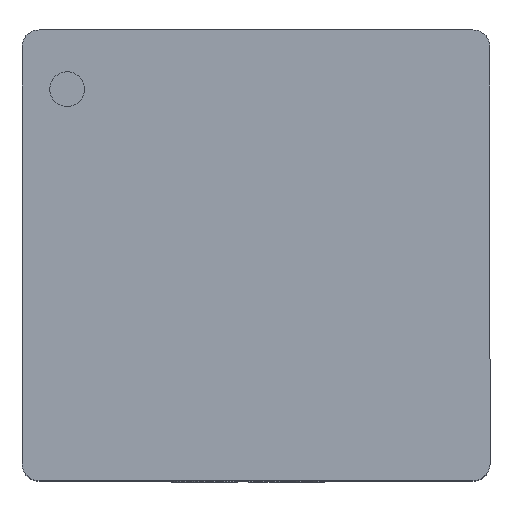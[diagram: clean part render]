
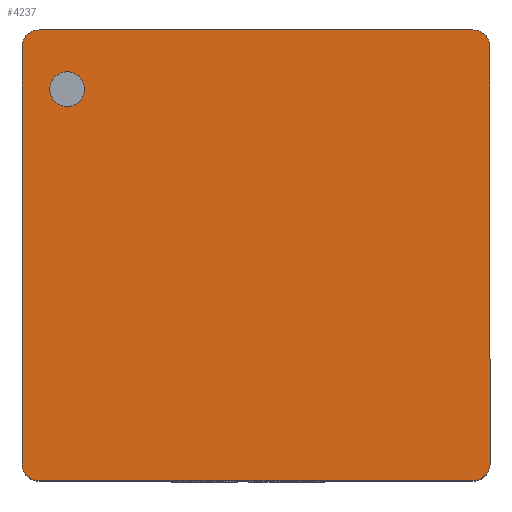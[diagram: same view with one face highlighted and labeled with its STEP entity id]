
A CAD part, top view. The second image highlights one B-rep face of the part: STEP entity #4237.
In plain terms, the highlighted planar face has unit normal (0, 0, 1).
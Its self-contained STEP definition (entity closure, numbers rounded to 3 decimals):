
#91 = DIRECTION ( 'NONE',  ( 1., 0., 0. ) ) ;
#393 = EDGE_LOOP ( 'NONE', ( #6407, #2085 ) ) ;
#450 = CIRCLE ( 'NONE', #10998, 0.204 ) ;
#577 = VERTEX_POINT ( 'NONE', #2486 ) ;
#843 = VERTEX_POINT ( 'NONE', #1345 ) ;
#1101 = PLANE ( 'NONE',  #5751 ) ;
#1173 = CARTESIAN_POINT ( 'NONE',  ( 0., 0., 2.8 ) ) ;
#1177 = ORIENTED_EDGE ( 'NONE', *, *, #7731, .T. ) ;
#1182 = CARTESIAN_POINT ( 'NONE',  ( -2.22, 1.953, 2.8 ) ) ;
#1189 = DIRECTION ( 'NONE',  ( 1., 0., 0. ) ) ;
#1218 = DIRECTION ( 'NONE',  ( 1., 0., 0. ) ) ;
#1338 = CARTESIAN_POINT ( 'NONE',  ( -2.424, 1.953, 2.8 ) ) ;
#1345 = CARTESIAN_POINT ( 'NONE',  ( -2.55, -2.65, 2.8 ) ) ;
#1374 = DIRECTION ( 'NONE',  ( 1., 0., 0. ) ) ;
#2054 = DIRECTION ( 'NONE',  ( 1., 0., 0. ) ) ;
#2085 = ORIENTED_EDGE ( 'NONE', *, *, #2657, .F. ) ;
#2088 = VERTEX_POINT ( 'NONE', #8278 ) ;
#2147 = EDGE_CURVE ( 'NONE', #2991, #6189, #3745, .T. ) ;
#2326 = CIRCLE ( 'NONE', #4892, 0.2 ) ;
#2445 = EDGE_CURVE ( 'NONE', #6189, #843, #7806, .T. ) ;
#2486 = CARTESIAN_POINT ( 'NONE',  ( 2.55, -2.65, 2.8 ) ) ;
#2606 = ORIENTED_EDGE ( 'NONE', *, *, #6606, .T. ) ;
#2657 = EDGE_CURVE ( 'NONE', #11051, #10746, #450, .T. ) ;
#2754 = VECTOR ( 'NONE', #1189, 1000. ) ;
#2991 = VERTEX_POINT ( 'NONE', #6493 ) ;
#3227 = FACE_BOUND ( 'NONE', #393, .T. ) ;
#3734 = DIRECTION ( 'NONE',  ( 0., 0., 1. ) ) ;
#3745 = LINE ( 'NONE', #4671, #5858 ) ;
#4183 = LINE ( 'NONE', #4944, #7102 ) ;
#4237 = ADVANCED_FACE ( 'NONE', ( #3227, #6833 ), #1101, .T. ) ;
#4500 = AXIS2_PLACEMENT_3D ( 'NONE', #7749, #8608, #10846 ) ;
#4671 = CARTESIAN_POINT ( 'NONE',  ( -2.75, 2.65, 2.8 ) ) ;
#4732 = EDGE_CURVE ( 'NONE', #10746, #11051, #8261, .T. ) ;
#4753 = DIRECTION ( 'NONE',  ( 0., 0., 1. ) ) ;
#4892 = AXIS2_PLACEMENT_3D ( 'NONE', #5736, #8578, #1374 ) ;
#4944 = CARTESIAN_POINT ( 'NONE',  ( 2.75, 2.65, 2.8 ) ) ;
#5285 = AXIS2_PLACEMENT_3D ( 'NONE', #11528, #4753, #7841 ) ;
#5736 = CARTESIAN_POINT ( 'NONE',  ( 2.55, 2.45, 2.8 ) ) ;
#5751 = AXIS2_PLACEMENT_3D ( 'NONE', #1173, #8617, #91 ) ;
#5826 = ORIENTED_EDGE ( 'NONE', *, *, #10586, .T. ) ;
#5858 = VECTOR ( 'NONE', #10411, 1000. ) ;
#5880 = CARTESIAN_POINT ( 'NONE',  ( 2.75, -2.45, 2.8 ) ) ;
#6029 = DIRECTION ( 'NONE',  ( 0., 0., 1. ) ) ;
#6189 = VERTEX_POINT ( 'NONE', #10410 ) ;
#6210 = LINE ( 'NONE', #7214, #7478 ) ;
#6407 = ORIENTED_EDGE ( 'NONE', *, *, #4732, .F. ) ;
#6493 = CARTESIAN_POINT ( 'NONE',  ( -2.75, 2.45, 2.8 ) ) ;
#6606 = EDGE_CURVE ( 'NONE', #8999, #2088, #6210, .T. ) ;
#6833 = FACE_OUTER_BOUND ( 'NONE', #7012, .T. ) ;
#7012 = EDGE_LOOP ( 'NONE', ( #11806, #11865, #8306, #11477, #1177, #12178, #2606, #5826 ) ) ;
#7102 = VECTOR ( 'NONE', #11785, 1000. ) ;
#7214 = CARTESIAN_POINT ( 'NONE',  ( -2.75, 2.65, 2.8 ) ) ;
#7478 = VECTOR ( 'NONE', #10082, 1000. ) ;
#7495 = CIRCLE ( 'NONE', #4500, 0.2 ) ;
#7731 = EDGE_CURVE ( 'NONE', #10996, #10014, #4183, .T. ) ;
#7749 = CARTESIAN_POINT ( 'NONE',  ( -2.55, 2.45, 2.8 ) ) ;
#7806 = CIRCLE ( 'NONE', #12190, 0.2 ) ;
#7841 = DIRECTION ( 'NONE',  ( 1., 0., 0. ) ) ;
#7901 = LINE ( 'NONE', #9709, #2754 ) ;
#8188 = EDGE_CURVE ( 'NONE', #843, #577, #7901, .T. ) ;
#8261 = CIRCLE ( 'NONE', #5285, 0.204 ) ;
#8278 = CARTESIAN_POINT ( 'NONE',  ( -2.55, 2.65, 2.8 ) ) ;
#8306 = ORIENTED_EDGE ( 'NONE', *, *, #8188, .T. ) ;
#8573 = CARTESIAN_POINT ( 'NONE',  ( -2.55, -2.45, 2.8 ) ) ;
#8578 = DIRECTION ( 'NONE',  ( 0., 0., 1. ) ) ;
#8608 = DIRECTION ( 'NONE',  ( 0., 0., 1. ) ) ;
#8617 = DIRECTION ( 'NONE',  ( 0., 0., 1. ) ) ;
#8656 = CARTESIAN_POINT ( 'NONE',  ( 2.55, 2.65, 2.8 ) ) ;
#8999 = VERTEX_POINT ( 'NONE', #8656 ) ;
#9574 = EDGE_CURVE ( 'NONE', #577, #10996, #11445, .T. ) ;
#9709 = CARTESIAN_POINT ( 'NONE',  ( -2.75, -2.65, 2.8 ) ) ;
#10014 = VERTEX_POINT ( 'NONE', #10920 ) ;
#10082 = DIRECTION ( 'NONE',  ( -1., 0., 0. ) ) ;
#10248 = AXIS2_PLACEMENT_3D ( 'NONE', #11679, #11609, #1218 ) ;
#10410 = CARTESIAN_POINT ( 'NONE',  ( -2.75, -2.45, 2.8 ) ) ;
#10411 = DIRECTION ( 'NONE',  ( 0., -1., 0. ) ) ;
#10586 = EDGE_CURVE ( 'NONE', #2088, #2991, #7495, .T. ) ;
#10746 = VERTEX_POINT ( 'NONE', #12302 ) ;
#10846 = DIRECTION ( 'NONE',  ( 1., 0., 0. ) ) ;
#10920 = CARTESIAN_POINT ( 'NONE',  ( 2.75, 2.45, 2.8 ) ) ;
#10996 = VERTEX_POINT ( 'NONE', #5880 ) ;
#10998 = AXIS2_PLACEMENT_3D ( 'NONE', #1182, #6029, #11699 ) ;
#11051 = VERTEX_POINT ( 'NONE', #1338 ) ;
#11445 = CIRCLE ( 'NONE', #10248, 0.2 ) ;
#11477 = ORIENTED_EDGE ( 'NONE', *, *, #9574, .T. ) ;
#11528 = CARTESIAN_POINT ( 'NONE',  ( -2.22, 1.953, 2.8 ) ) ;
#11609 = DIRECTION ( 'NONE',  ( 0., 0., 1. ) ) ;
#11679 = CARTESIAN_POINT ( 'NONE',  ( 2.55, -2.45, 2.8 ) ) ;
#11699 = DIRECTION ( 'NONE',  ( 1., 0., 0. ) ) ;
#11785 = DIRECTION ( 'NONE',  ( 0., 1., 0. ) ) ;
#11806 = ORIENTED_EDGE ( 'NONE', *, *, #2147, .T. ) ;
#11865 = ORIENTED_EDGE ( 'NONE', *, *, #2445, .T. ) ;
#12178 = ORIENTED_EDGE ( 'NONE', *, *, #12221, .T. ) ;
#12190 = AXIS2_PLACEMENT_3D ( 'NONE', #8573, #3734, #2054 ) ;
#12221 = EDGE_CURVE ( 'NONE', #10014, #8999, #2326, .T. ) ;
#12302 = CARTESIAN_POINT ( 'NONE',  ( -2.016, 1.953, 2.8 ) ) ;
